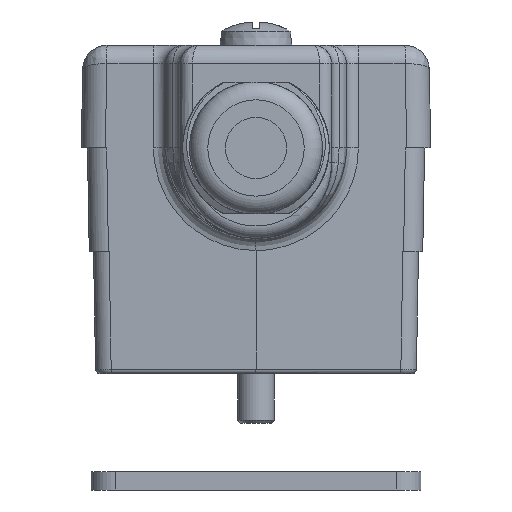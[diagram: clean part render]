
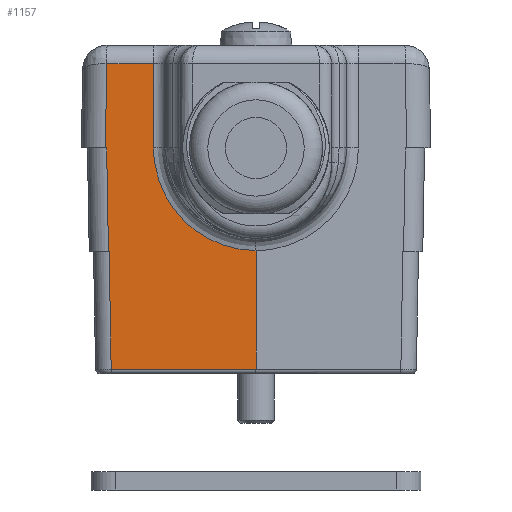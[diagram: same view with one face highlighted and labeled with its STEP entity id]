
A CAD part, left-side view. The second image highlights one B-rep face of the part: STEP entity #1157.
In plain terms, the highlighted planar face has unit normal (-1, 0.018, 0).
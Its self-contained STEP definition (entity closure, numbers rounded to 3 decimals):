
#420=B_SPLINE_CURVE_WITH_KNOTS('',3,(#23442,#23443,#23444,#23445,#23446,
#23447),.UNSPECIFIED.,.F.,.F.,(4,2,4),(0.,0.5,1.),.UNSPECIFIED.);
#793=FACE_OUTER_BOUND('',#1762,.T.);
#1157=ADVANCED_FACE('',(#793),#1393,.T.);
#1393=PLANE('',#6956);
#1762=EDGE_LOOP('',(#3150,#3151,#3152,#3153,#3154,#3155,#3156,#3157,#3158,
#3159));
#3150=ORIENTED_EDGE('',*,*,#5309,.T.);
#3151=ORIENTED_EDGE('',*,*,#5310,.T.);
#3152=ORIENTED_EDGE('',*,*,#5156,.T.);
#3153=ORIENTED_EDGE('',*,*,#5311,.T.);
#3154=ORIENTED_EDGE('',*,*,#5062,.T.);
#3155=ORIENTED_EDGE('',*,*,#5312,.T.);
#3156=ORIENTED_EDGE('',*,*,#5313,.T.);
#3157=ORIENTED_EDGE('',*,*,#5314,.T.);
#3158=ORIENTED_EDGE('',*,*,#5315,.T.);
#3159=ORIENTED_EDGE('',*,*,#5316,.T.);
#4335=VERTEX_POINT('',#22527);
#4336=VERTEX_POINT('',#22528);
#4390=VERTEX_POINT('',#22703);
#4391=VERTEX_POINT('',#22705);
#4477=VERTEX_POINT('',#23432);
#4478=VERTEX_POINT('',#23433);
#4479=VERTEX_POINT('',#23437);
#4480=VERTEX_POINT('',#23439);
#4481=VERTEX_POINT('',#23441);
#4482=VERTEX_POINT('',#23448);
#5062=EDGE_CURVE('',#4335,#4336,#5800,.T.);
#5156=EDGE_CURVE('',#4391,#4390,#5866,.T.);
#5309=EDGE_CURVE('',#4477,#4478,#5931,.T.);
#5310=EDGE_CURVE('',#4478,#4391,#5932,.T.);
#5311=EDGE_CURVE('',#4390,#4335,#5933,.T.);
#5312=EDGE_CURVE('',#4336,#4479,#5934,.T.);
#5313=EDGE_CURVE('',#4479,#4480,#5935,.T.);
#5314=EDGE_CURVE('',#4480,#4481,#5936,.T.);
#5315=EDGE_CURVE('',#4481,#4482,#420,.T.);
#5316=EDGE_CURVE('',#4482,#4477,#5937,.T.);
#5800=LINE('',#22526,#6328);
#5866=LINE('',#22704,#6394);
#5931=LINE('',#23431,#6475);
#5932=LINE('',#23434,#6476);
#5933=LINE('',#23435,#6477);
#5934=LINE('',#23436,#6478);
#5935=LINE('',#23438,#6479);
#5936=LINE('',#23440,#6480);
#5937=LINE('',#23449,#6481);
#6328=VECTOR('',#7604,1.);
#6394=VECTOR('',#7774,1.);
#6475=VECTOR('',#8029,1.);
#6476=VECTOR('',#8030,1.);
#6477=VECTOR('',#8031,1.);
#6478=VECTOR('',#8032,1.);
#6479=VECTOR('',#8033,1.);
#6480=VECTOR('',#8034,1.);
#6481=VECTOR('',#8035,1.);
#6956=AXIS2_PLACEMENT_3D('',#23450,#8036,#8037);
#7604=DIRECTION('',(-0.017,-1.,0.));
#7774=DIRECTION('',(-0.017,-1.,0.));
#8029=DIRECTION('',(0.017,1.,0.));
#8030=DIRECTION('',(0.,0.017,-1.));
#8031=DIRECTION('',(0.,-0.017,-1.));
#8032=DIRECTION('',(0.,-0.017,-1.));
#8033=DIRECTION('',(-0.017,-1.,0.));
#8034=DIRECTION('',(0.,0.,1.));
#8035=DIRECTION('',(0.,0.,1.));
#8036=DIRECTION('',(-1.,0.017,0.));
#8037=DIRECTION('',(-0.017,-1.,0.));
#22526=CARTESIAN_POINT('',(-1.4,26.213,-12.9));
#22527=CARTESIAN_POINT('',(-1.439,23.979,-12.9));
#22528=CARTESIAN_POINT('',(-1.44,23.924,-12.9));
#22703=CARTESIAN_POINT('',(-1.436,24.128,-4.4));
#22704=CARTESIAN_POINT('',(-1.419,25.139,-4.4));
#22705=CARTESIAN_POINT('',(-1.434,24.235,-4.4));
#23431=CARTESIAN_POINT('',(-1.4,26.2,2.5));
#23432=CARTESIAN_POINT('',(-1.503,20.283,2.5));
#23433=CARTESIAN_POINT('',(-1.436,24.114,2.5));
#23434=CARTESIAN_POINT('',(-1.429,24.558,-22.929));
#23435=CARTESIAN_POINT('',(-1.442,23.806,-22.858));
#23436=CARTESIAN_POINT('',(-1.443,23.75,-22.878));
#23437=CARTESIAN_POINT('',(-1.443,23.757,-22.5));
#23438=CARTESIAN_POINT('',(-1.4,26.2,-22.5));
#23439=CARTESIAN_POINT('',(-1.65,11.9,-22.5));
#23440=CARTESIAN_POINT('',(-1.65,11.9,-22.9));
#23441=CARTESIAN_POINT('',(-1.65,11.9,-12.8));
#23442=CARTESIAN_POINT('',(-1.65,11.9,-12.8));
#23443=CARTESIAN_POINT('',(-1.611,14.103,-12.795));
#23444=CARTESIAN_POINT('',(-1.573,16.273,-11.892));
#23445=CARTESIAN_POINT('',(-1.519,19.384,-8.775));
#23446=CARTESIAN_POINT('',(-1.503,20.283,-6.604));
#23447=CARTESIAN_POINT('',(-1.503,20.283,-4.4));
#23448=CARTESIAN_POINT('',(-1.503,20.283,-4.4));
#23449=CARTESIAN_POINT('',(-1.503,20.283,4.));
#23450=CARTESIAN_POINT('',(-1.4,26.2,-22.9));
